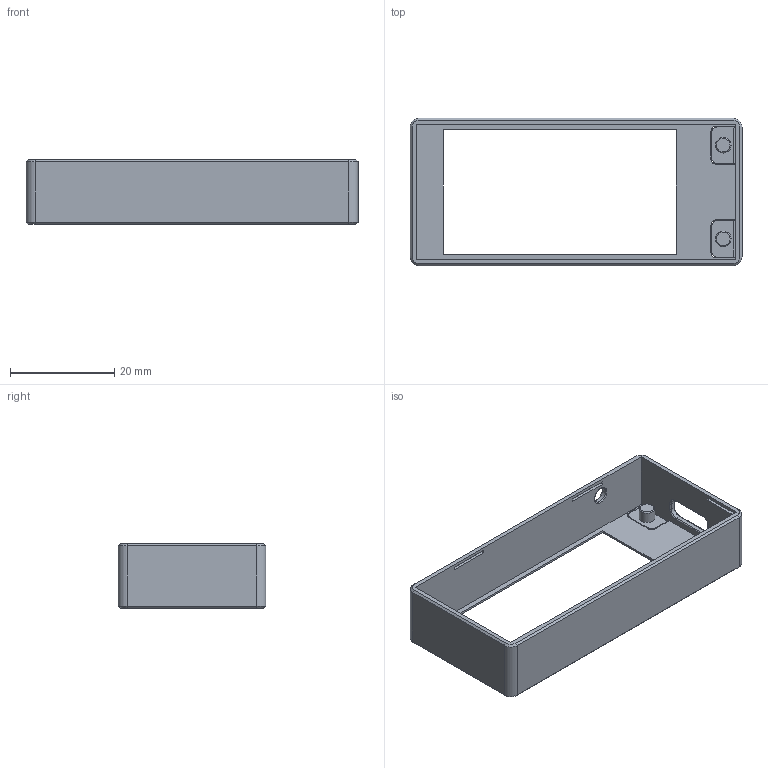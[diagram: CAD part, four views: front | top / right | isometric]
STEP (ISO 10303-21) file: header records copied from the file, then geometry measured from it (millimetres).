
FILE_DESCRIPTION(/* description */ (''),/* implementation_level */ '2;1');
FILE_NAME(/* name */ 'Top_00.stp',/* time_stamp */ '2022-09-08T20:28:42+02:00',/* author */ ('Magor'),/* organization */ (''),/* preprocessor_version */ 'ST-DEVELOPER v18',/* originating_system */ 'Autodesk Inventor 2020',/* authorisation */ '');
FILE_SCHEMA (('AUTOMOTIVE_DESIGN { 1 0 10303 214 3 1 1 }'));
Length unit declared in the file: millimetre
Products named in the file (1): Base_00
Bounding box: 63.8 x 28.4 x 12.4 mm (x, y, z)
Volume: 3140.6 mm3; surface area: 5826.3 mm2
Topology: 1 solids, 1 shells, 129 faces, 329 edges, 209 vertices
Faces by surface type: plane 82, cylinder 27, torus 10, cone 10
Full cylindrical faces by diameter (mm): 3 x3
Entity records: 3921 total; most frequent: DIRECTION 674, CARTESIAN_POINT 668, ORIENTED_EDGE 658, EDGE_CURVE 329, LINE 244, VECTOR 244, AXIS2_PLACEMENT_3D 215, VERTEX_POINT 209
